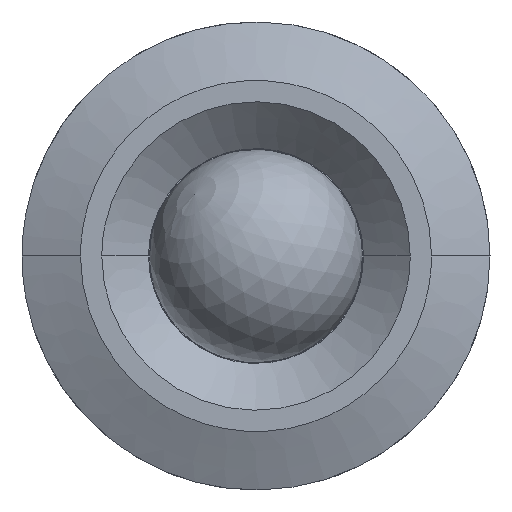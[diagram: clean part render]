
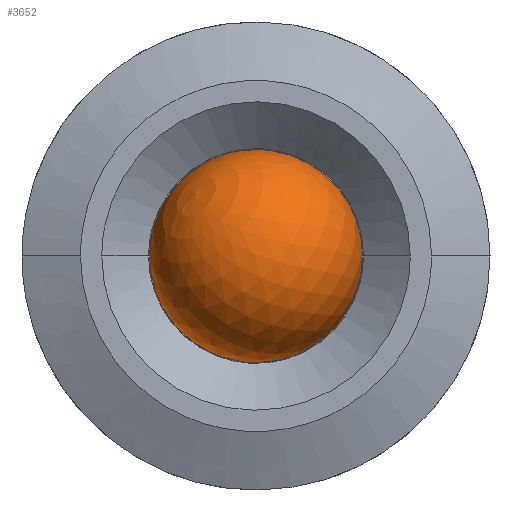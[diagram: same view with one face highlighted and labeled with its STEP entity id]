
A CAD part, left-side view. The second image highlights one B-rep face of the part: STEP entity #3652.
In plain terms, the highlighted spherical face has radius 5 mm.
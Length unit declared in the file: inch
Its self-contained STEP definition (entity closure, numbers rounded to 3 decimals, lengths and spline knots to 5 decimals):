
#24=SPHERICAL_SURFACE('',#3830,0.19685);
#95=CIRCLE('',#3827,0.19685);
#96=CIRCLE('',#3828,0.19685);
#97=CIRCLE('',#3829,0.19685);
#98=CIRCLE('',#3831,0.19685);
#416=FACE_OUTER_BOUND('',#644,.T.);
#644=EDGE_LOOP('',(#3342,#3343,#3344,#3345,#3346));
#1747=VERTEX_POINT('',#26430);
#1748=VERTEX_POINT('',#26432);
#1749=VERTEX_POINT('',#26434);
#1750=VERTEX_POINT('',#26491);
#2278=EDGE_CURVE('',#1748,#1747,#95,.T.);
#2279=EDGE_CURVE('',#1749,#1748,#96,.T.);
#2281=EDGE_CURVE('',#1747,#1749,#97,.T.);
#2282=EDGE_CURVE('',#1750,#1748,#98,.T.);
#3342=ORIENTED_EDGE('',*,*,#2281,.T.);
#3343=ORIENTED_EDGE('',*,*,#2279,.T.);
#3344=ORIENTED_EDGE('',*,*,#2282,.F.);
#3345=ORIENTED_EDGE('',*,*,#2282,.T.);
#3346=ORIENTED_EDGE('',*,*,#2278,.T.);
#3652=ADVANCED_FACE('',(#416),#24,.T.);
#3827=AXIS2_PLACEMENT_3D('',#26433,#4431,#4432);
#3828=AXIS2_PLACEMENT_3D('',#26435,#4433,#4434);
#3829=AXIS2_PLACEMENT_3D('',#26489,#4436,#4437);
#3830=AXIS2_PLACEMENT_3D('',#26490,#4438,#4439);
#3831=AXIS2_PLACEMENT_3D('',#26492,#4440,#4441);
#4431=DIRECTION('center_axis',(-1.,0.,0.));
#4432=DIRECTION('ref_axis',(0.,1.,0.));
#4433=DIRECTION('center_axis',(-1.,0.,0.));
#4434=DIRECTION('ref_axis',(0.,1.,0.));
#4436=DIRECTION('center_axis',(-1.,0.,0.));
#4437=DIRECTION('ref_axis',(0.,1.,0.));
#4438=DIRECTION('center_axis',(-0.577,0.577,0.577));
#4439=DIRECTION('ref_axis',(0.,-0.707,0.707));
#4440=DIRECTION('center_axis',(-0.816,-0.408,-0.408));
#4441=DIRECTION('ref_axis',(0.,0.707,-0.707));
#26430=CARTESIAN_POINT('',(-0.18504,-0.19685,0.));
#26432=CARTESIAN_POINT('',(-0.18504,0.13919,-0.1392));
#26433=CARTESIAN_POINT('Origin',(-0.18504,0.,
0.));
#26434=CARTESIAN_POINT('',(-0.18504,0.19685,0.));
#26435=CARTESIAN_POINT('Origin',(-0.18504,0.,
0.));
#26489=CARTESIAN_POINT('Origin',(-0.18504,0.,
0.));
#26490=CARTESIAN_POINT('Origin',(-0.18504,0.,
0.));
#26491=CARTESIAN_POINT('',(-0.29869,0.11365,0.11365));
#26492=CARTESIAN_POINT('Origin',(-0.18504,0.,
0.));
